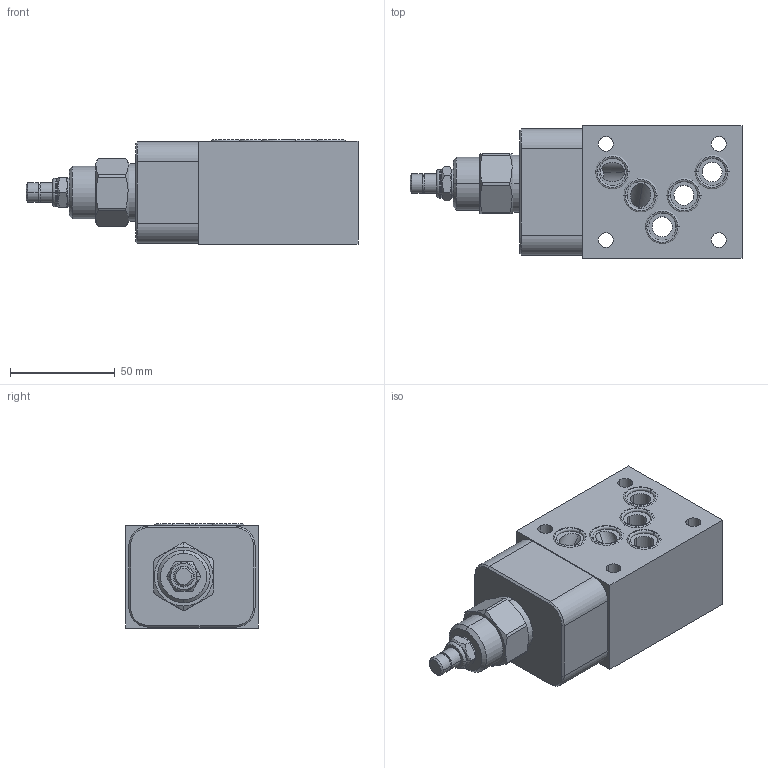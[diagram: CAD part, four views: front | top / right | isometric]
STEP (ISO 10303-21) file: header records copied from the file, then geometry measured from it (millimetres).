
FILE_DESCRIPTION((''),'2;1');
FILE_NAME('MANIFOLD_STP1_ASM','2008-11-26T',('Administrator'),(''),'PRO/ENGINEER BY PARAMETRIC TECHNOLOGY CORPORATION, 2006240','PRO/ENGINEER BY PARAMETRIC TECHNOLOGY CORPORATION, 2006240','');
FILE_SCHEMA(('CONFIG_CONTROL_DESIGN'));
Length unit declared in the file: inch
Products named in the file (3): 150563D; RPGCLAN-CBT_CART; MANIFOLD_STP1_ASM
Assembly tree (2 placements, depth 2):
  MANIFOLD_STP1_ASM
    150563D
    RPGCLAN-CBT_CART
Bounding box: 158.75 x 63.5 x 49.76 mm (x, y, z)
Surface area: 59166.2 mm2 (no closed solid volume)
Topology: 0 solids, 15 shells, 271 faces, 660 edges, 417 vertices
Faces by surface type: cylinder 111, plane 62, torus 49, cone 44, sphere 5
Entity records: 9031 total; most frequent: CARTESIAN_POINT 2345, DIRECTION 1516, ORIENTED_EDGE 1298, EDGE_CURVE 654, AXIS2_PLACEMENT_3D 650, VERTEX_POINT 417, CIRCLE 374, EDGE_LOOP 320
